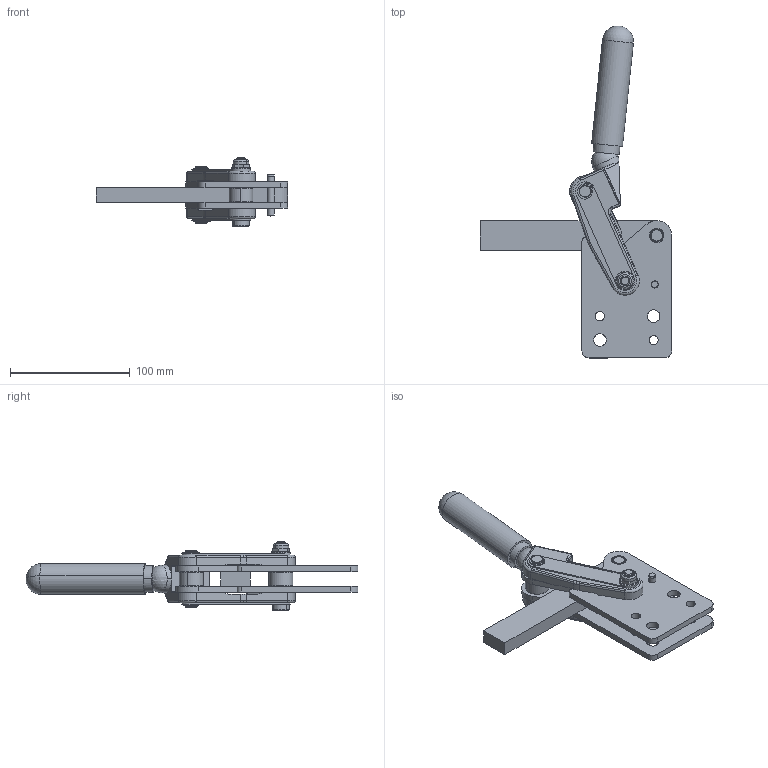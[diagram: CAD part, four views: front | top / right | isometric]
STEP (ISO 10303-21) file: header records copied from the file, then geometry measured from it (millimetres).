
FILE_DESCRIPTION((''),'2;1');
FILE_NAME('625.1.stp','2005-09-01T12:19:12',('CAD'),(''),'Autodesk Inventor 8','Autodesk Inventor 8','');
FILE_SCHEMA(('AUTOMOTIVE_DESIGN { 1 0 10303 214 1 1 1 1 }'));
Length unit declared in the file: millimetre
Products named in the file (1): Part5
Bounding box: 160 x 277.81 x 57 mm (x, y, z)
Volume: 293073.5 mm3; surface area: 82835.9 mm2
Topology: 13 solids, 13 shells, 1995 faces, 5569 edges, 3666 vertices
Faces by surface type: plane 1316, cylinder 529, cone 116, torus 12, bspline 12, sphere 10
Entity records: 63188 total; most frequent: CARTESIAN_POINT 14465, ORIENTED_EDGE 11112, DIRECTION 9685, EDGE_CURVE 5556, VERTEX_POINT 3663, AXIS2_PLACEMENT_3D 3577, VECTOR 2531, LINE 2531
